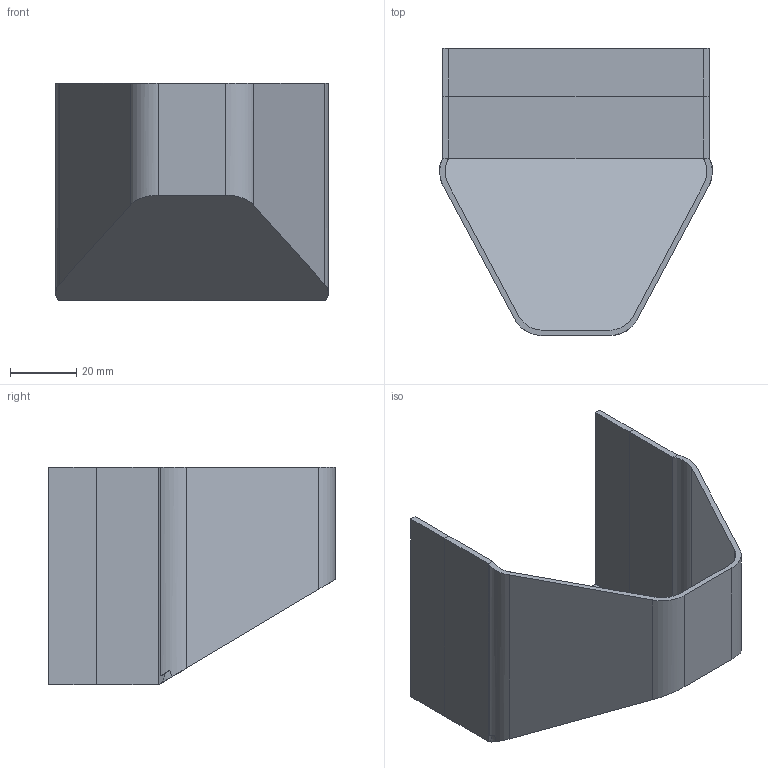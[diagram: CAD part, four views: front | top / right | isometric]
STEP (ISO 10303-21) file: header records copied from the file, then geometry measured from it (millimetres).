
FILE_DESCRIPTION(/* description */ (''),/* implementation_level */ '2;1');
FILE_NAME(/* name */ 'MD_tube',/* time_stamp */ '2025-12-23T19:11:46+03:00',/* author */ (''),/* organization */ (''),/* preprocessor_version */ 'ST-DEVELOPER v16.5',/* originating_system */ 'Rhino 7.23',/* authorisation */ '');
FILE_SCHEMA (('CONFIG_CONTROL_DESIGN'));
Length unit declared in the file: millimetre
Products named in the file (1): Document
Bounding box: 82.48 x 86.86 x 65.93 mm (x, y, z)
Volume: 31856.4 mm3; surface area: 35333.2 mm2
Topology: 1 solids, 1 shells, 40 faces, 98 edges, 60 vertices
Faces by surface type: plane 30, cylinder 8, bspline 2
Entity records: 1304 total; most frequent: CARTESIAN_POINT 551, ORIENTED_EDGE 196, EDGE_CURVE 98, B_SPLINE_CURVE_WITH_KNOTS 71, VERTEX_POINT 60, DIRECTION 42, ADVANCED_FACE 40, FACE_OUTER_BOUND 40
